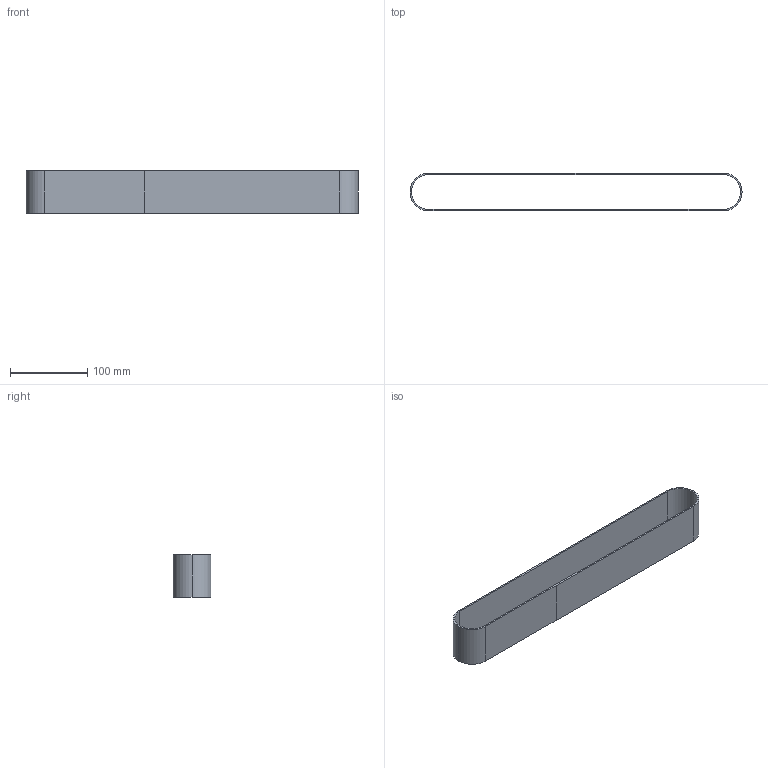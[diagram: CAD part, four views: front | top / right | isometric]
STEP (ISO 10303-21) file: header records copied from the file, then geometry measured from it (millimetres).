
FILE_DESCRIPTION (( 'STEP AP203' ), '1' );
FILE_NAME ('Belt2-9-Conveyor 42 cm_Default_sldprt.STEP', '2023-10-19T05:34:09', ( '' ), ( '' ), 'SwSTEP 2.0', 'SolidWorks 2023', '' );
FILE_SCHEMA (( 'CONFIG_CONTROL_DESIGN' ));
Length unit declared in the file: millimetre
Products named in the file (1): Belt2-9-Conveyor 42 cm_Default_sldprt
Bounding box: 429 x 49 x 55 mm (x, y, z)
Volume: 99842 mm3; surface area: 103472.7 mm2
Topology: 1 solids, 1 shells, 22 faces, 46 edges, 24 vertices
Faces by surface type: plane 16, cylinder 6
Entity records: 643 total; most frequent: DIRECTION 104, CARTESIAN_POINT 93, ORIENTED_EDGE 92, EDGE_CURVE 46, AXIS2_PLACEMENT_3D 35, VECTOR 34, LINE 34, VERTEX_POINT 24
